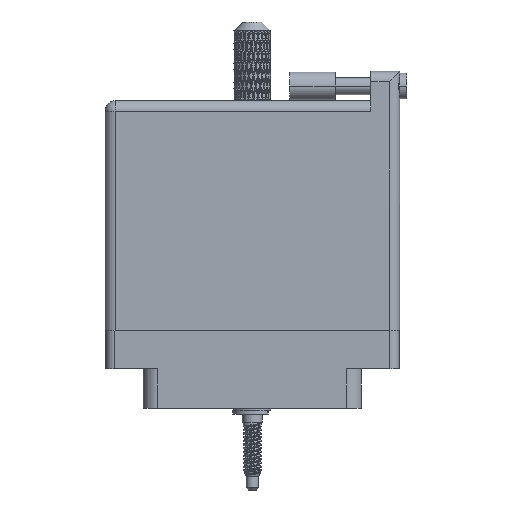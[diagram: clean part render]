
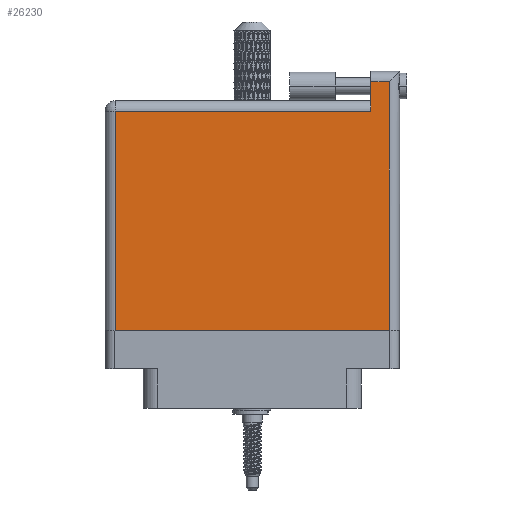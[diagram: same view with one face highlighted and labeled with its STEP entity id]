
A CAD part, front view. The second image highlights one B-rep face of the part: STEP entity #26230.
In plain terms, the highlighted face is planar.
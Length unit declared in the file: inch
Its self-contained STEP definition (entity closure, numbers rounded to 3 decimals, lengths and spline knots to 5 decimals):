
#7358 = EDGE_CURVE ( 'NONE', #92224, #79843, #64286, .T. ) ;
#9905 = DIRECTION ( 'NONE',  ( 0., -1., 0. ) ) ;
#10390 = CARTESIAN_POINT ( 'NONE',  ( 1.811, 1.496, 0. ) ) ;
#14688 = VECTOR ( 'NONE', #9905, 39.37008 ) ;
#15437 = EDGE_LOOP ( 'NONE', ( #91530, #83426, #102533, #45367, #35053, #17523 ) ) ;
#17523 = ORIENTED_EDGE ( 'NONE', *, *, #79736, .T. ) ;
#18068 = CARTESIAN_POINT ( 'NONE',  ( 0.07, 1.496, 0. ) ) ;
#22062 = LINE ( 'NONE', #73307, #77596 ) ;
#23316 = LINE ( 'NONE', #94072, #28357 ) ;
#24095 = CARTESIAN_POINT ( 'NONE',  ( 1.938, 1.696, 0. ) ) ;
#24906 = DIRECTION ( 'NONE',  ( -1., 0., 0. ) ) ;
#24938 = DIRECTION ( 'NONE',  ( -1., 0., 0. ) ) ;
#26230 = ADVANCED_FACE ( 'NONE', ( #40686 ), #73338, .F. ) ;
#28357 = VECTOR ( 'NONE', #54492, 39.37008 ) ;
#31469 = DIRECTION ( 'NONE',  ( 0., -1., 0. ) ) ;
#35053 = ORIENTED_EDGE ( 'NONE', *, *, #39586, .T. ) ;
#38700 = CARTESIAN_POINT ( 'NONE',  ( 1.811, 1.696, 0. ) ) ;
#39586 = EDGE_CURVE ( 'NONE', #40894, #72428, #22062, .T. ) ;
#40686 = FACE_OUTER_BOUND ( 'NONE', #15437, .T. ) ;
#40894 = VERTEX_POINT ( 'NONE', #10390 ) ;
#41028 = CARTESIAN_POINT ( 'NONE',  ( 1.938, 0., 0. ) ) ;
#42792 = VECTOR ( 'NONE', #47164, 39.37008 ) ;
#45367 = ORIENTED_EDGE ( 'NONE', *, *, #57381, .T. ) ;
#47164 = DIRECTION ( 'NONE',  ( -1., 0., 0. ) ) ;
#48315 = EDGE_CURVE ( 'NONE', #67228, #92224, #23316, .T. ) ;
#48610 = VERTEX_POINT ( 'NONE', #90496 ) ;
#54492 = DIRECTION ( 'NONE',  ( 0., 1., 0. ) ) ;
#55384 = CARTESIAN_POINT ( 'NONE',  ( 0.07, 0., 0. ) ) ;
#57367 = CARTESIAN_POINT ( 'NONE',  ( 0., 1.566, 0. ) ) ;
#57381 = EDGE_CURVE ( 'NONE', #79843, #40894, #57578, .T. ) ;
#57578 = LINE ( 'NONE', #90314, #14688 ) ;
#61539 = LINE ( 'NONE', #55384, #67742 ) ;
#61553 = AXIS2_PLACEMENT_3D ( 'NONE', #57367, #80752, #24938 ) ;
#63045 = CARTESIAN_POINT ( 'NONE',  ( 0., 1.696, 0. ) ) ;
#64286 = LINE ( 'NONE', #63045, #42792 ) ;
#64566 = CARTESIAN_POINT ( 'NONE',  ( 0., 0., 0. ) ) ;
#65627 = VECTOR ( 'NONE', #88559, 39.37008 ) ;
#67228 = VERTEX_POINT ( 'NONE', #41028 ) ;
#67742 = VECTOR ( 'NONE', #31469, 39.37008 ) ;
#69577 = EDGE_CURVE ( 'NONE', #48610, #67228, #79513, .T. ) ;
#72428 = VERTEX_POINT ( 'NONE', #18068 ) ;
#73307 = CARTESIAN_POINT ( 'NONE',  ( 0., 1.496, 0. ) ) ;
#73338 = PLANE ( 'NONE',  #61553 ) ;
#77596 = VECTOR ( 'NONE', #24906, 39.37008 ) ;
#79513 = LINE ( 'NONE', #64566, #65627 ) ;
#79736 = EDGE_CURVE ( 'NONE', #72428, #48610, #61539, .T. ) ;
#79843 = VERTEX_POINT ( 'NONE', #38700 ) ;
#80752 = DIRECTION ( 'NONE',  ( 0., 0., -1. ) ) ;
#83426 = ORIENTED_EDGE ( 'NONE', *, *, #48315, .T. ) ;
#88559 = DIRECTION ( 'NONE',  ( 1., 0., 0. ) ) ;
#90314 = CARTESIAN_POINT ( 'NONE',  ( 1.811, 1.766, 0. ) ) ;
#90496 = CARTESIAN_POINT ( 'NONE',  ( 0.07, 0., 0. ) ) ;
#91530 = ORIENTED_EDGE ( 'NONE', *, *, #69577, .T. ) ;
#92224 = VERTEX_POINT ( 'NONE', #24095 ) ;
#94072 = CARTESIAN_POINT ( 'NONE',  ( 1.938, 1.766, 0. ) ) ;
#102533 = ORIENTED_EDGE ( 'NONE', *, *, #7358, .T. ) ;
